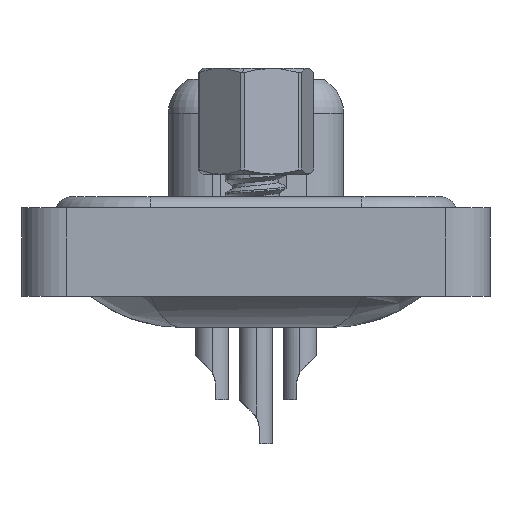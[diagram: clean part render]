
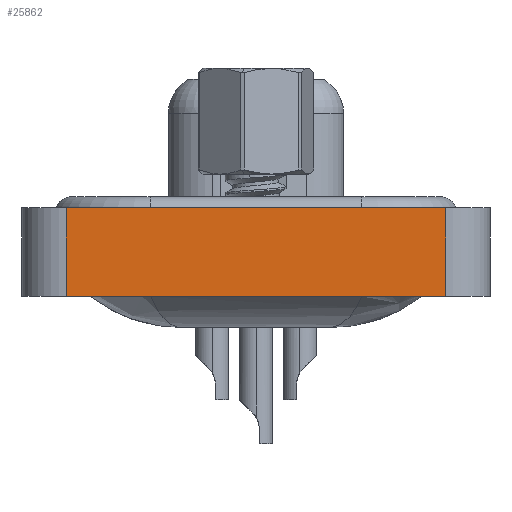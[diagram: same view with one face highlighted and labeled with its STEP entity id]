
A CAD part, left-side view. The second image highlights one B-rep face of the part: STEP entity #25862.
In plain terms, the highlighted planar face has unit normal (-1, 0, 0).
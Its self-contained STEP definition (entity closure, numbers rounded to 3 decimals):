
#470 = VERTEX_POINT ( 'NONE', #21820 ) ;
#488 = DIRECTION ( 'NONE',  ( 0., -1., 0. ) ) ;
#738 = ORIENTED_EDGE ( 'NONE', *, *, #26600, .F. ) ;
#1195 = CARTESIAN_POINT ( 'NONE',  ( -7.285, 8.55, -3.6 ) ) ;
#1235 = DIRECTION ( 'NONE',  ( -1., 0., 0. ) ) ;
#1828 = VECTOR ( 'NONE', #25885, 1000. ) ;
#2680 = PLANE ( 'NONE',  #10137 ) ;
#2822 = EDGE_CURVE ( 'NONE', #470, #16420, #4234, .T. ) ;
#3432 = DIRECTION ( 'NONE',  ( 0., 0., 1. ) ) ;
#4234 = LINE ( 'NONE', #23244, #14932 ) ;
#5135 = CARTESIAN_POINT ( 'NONE',  ( -7.285, -8.55, -3.6 ) ) ;
#5585 = ORIENTED_EDGE ( 'NONE', *, *, #10428, .T. ) ;
#7369 = CARTESIAN_POINT ( 'NONE',  ( -7.285, -8.55, 0.4 ) ) ;
#9114 = ORIENTED_EDGE ( 'NONE', *, *, #19321, .T. ) ;
#9348 = CARTESIAN_POINT ( 'NONE',  ( -7.285, 8.55, -3.6 ) ) ;
#10137 = AXIS2_PLACEMENT_3D ( 'NONE', #10415, #1235, #3432 ) ;
#10415 = CARTESIAN_POINT ( 'NONE',  ( -7.285, -8.55, -3.6 ) ) ;
#10428 = EDGE_CURVE ( 'NONE', #28017, #16420, #29480, .T. ) ;
#11541 = CARTESIAN_POINT ( 'NONE',  ( -7.285, -8.55, -3.6 ) ) ;
#12293 = LINE ( 'NONE', #5135, #27281 ) ;
#14932 = VECTOR ( 'NONE', #28351, 1000. ) ;
#16420 = VERTEX_POINT ( 'NONE', #7369 ) ;
#18634 = VECTOR ( 'NONE', #18858, 1000. ) ;
#18701 = LINE ( 'NONE', #9348, #18634 ) ;
#18858 = DIRECTION ( 'NONE',  ( 0., 0., 1. ) ) ;
#19321 = EDGE_CURVE ( 'NONE', #25094, #28017, #12293, .T. ) ;
#20056 = FACE_OUTER_BOUND ( 'NONE', #20631, .T. ) ;
#20631 = EDGE_LOOP ( 'NONE', ( #5585, #29199, #738, #9114 ) ) ;
#21820 = CARTESIAN_POINT ( 'NONE',  ( -7.285, 8.55, 0.4 ) ) ;
#23244 = CARTESIAN_POINT ( 'NONE',  ( -7.285, -8.55, 0.4 ) ) ;
#25094 = VERTEX_POINT ( 'NONE', #1195 ) ;
#25862 = ADVANCED_FACE ( 'NONE', ( #20056 ), #2680, .T. ) ;
#25885 = DIRECTION ( 'NONE',  ( 0., 0., 1. ) ) ;
#26600 = EDGE_CURVE ( 'NONE', #25094, #470, #18701, .T. ) ;
#27085 = CARTESIAN_POINT ( 'NONE',  ( -7.285, -8.55, -3.6 ) ) ;
#27281 = VECTOR ( 'NONE', #488, 1000. ) ;
#28017 = VERTEX_POINT ( 'NONE', #27085 ) ;
#28351 = DIRECTION ( 'NONE',  ( 0., -1., 0. ) ) ;
#29199 = ORIENTED_EDGE ( 'NONE', *, *, #2822, .F. ) ;
#29480 = LINE ( 'NONE', #11541, #1828 ) ;
